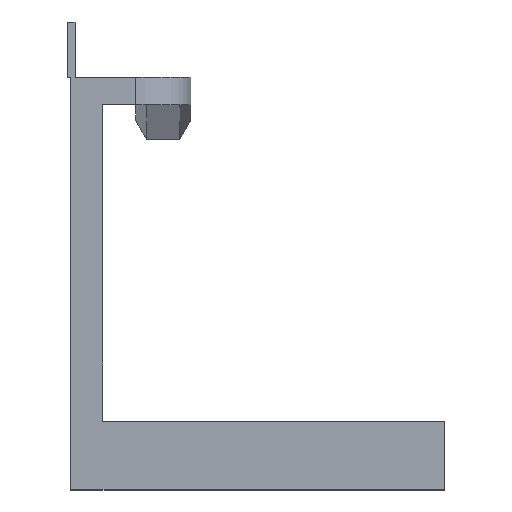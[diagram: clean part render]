
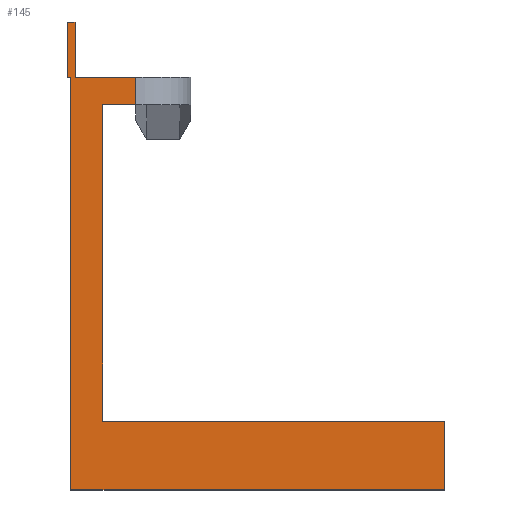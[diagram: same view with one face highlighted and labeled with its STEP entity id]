
A CAD part, top view. The second image highlights one B-rep face of the part: STEP entity #145.
In plain terms, the highlighted planar face has unit normal (0, 0, 1).
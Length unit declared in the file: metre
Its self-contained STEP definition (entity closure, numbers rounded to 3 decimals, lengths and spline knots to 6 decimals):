
#145 = ADVANCED_FACE( '', ( #299 ), #300, .T. );
#299 = FACE_OUTER_BOUND( '', #462, .T. );
#300 = PLANE( '', #463 );
#462 = EDGE_LOOP( '', ( #1025, #1026, #1027, #1028, #1029, #1030, #1031, #1032, #1033, #1034, #1035, #1036 ) );
#463 = AXIS2_PLACEMENT_3D( '', #1037, #1038, #1039 );
#1025 = ORIENTED_EDGE( '', *, *, #1231, .F. );
#1026 = ORIENTED_EDGE( '', *, *, #1281, .F. );
#1027 = ORIENTED_EDGE( '', *, *, #1240, .T. );
#1028 = ORIENTED_EDGE( '', *, *, #1292, .F. );
#1029 = ORIENTED_EDGE( '', *, *, #1153, .F. );
#1030 = ORIENTED_EDGE( '', *, *, #1293, .T. );
#1031 = ORIENTED_EDGE( '', *, *, #1245, .T. );
#1032 = ORIENTED_EDGE( '', *, *, #1294, .F. );
#1033 = ORIENTED_EDGE( '', *, *, #1251, .T. );
#1034 = ORIENTED_EDGE( '', *, *, #1223, .T. );
#1035 = ORIENTED_EDGE( '', *, *, #1295, .T. );
#1036 = ORIENTED_EDGE( '', *, *, #1296, .T. );
#1037 = CARTESIAN_POINT( '', ( 0.061455, 0.15, -0.027494 ) );
#1038 = DIRECTION( '', ( 0., 0., 1. ) );
#1039 = DIRECTION( '', ( 0., 1., 0. ) );
#1153 = EDGE_CURVE( '', #1339, #1341, #1342, .T. );
#1223 = EDGE_CURVE( '', #1447, #1444, #1448, .T. );
#1231 = EDGE_CURVE( '', #1458, #1459, #1460, .T. );
#1240 = EDGE_CURVE( '', #1474, #1471, #1475, .T. );
#1245 = EDGE_CURVE( '', #1482, #1480, #1483, .T. );
#1251 = EDGE_CURVE( '', #1490, #1447, #1491, .T. );
#1281 = EDGE_CURVE( '', #1474, #1458, #1524, .T. );
#1292 = EDGE_CURVE( '', #1341, #1471, #1537, .T. );
#1293 = EDGE_CURVE( '', #1339, #1482, #1538, .T. );
#1294 = EDGE_CURVE( '', #1490, #1480, #1539, .T. );
#1295 = EDGE_CURVE( '', #1444, #1540, #1541, .T. );
#1296 = EDGE_CURVE( '', #1540, #1459, #1542, .T. );
#1339 = VERTEX_POINT( '', #1629 );
#1341 = VERTEX_POINT( '', #1631 );
#1342 = LINE( '', #1632, #1633 );
#1444 = VERTEX_POINT( '', #1917 );
#1447 = VERTEX_POINT( '', #1921 );
#1448 = LINE( '', #1922, #1923 );
#1458 = VERTEX_POINT( '', #1937 );
#1459 = VERTEX_POINT( '', #1938 );
#1460 = LINE( '', #1939, #1940 );
#1471 = VERTEX_POINT( '', #1956 );
#1474 = VERTEX_POINT( '', #1960 );
#1475 = LINE( '', #1961, #1962 );
#1480 = VERTEX_POINT( '', #1969 );
#1482 = VERTEX_POINT( '', #1972 );
#1483 = LINE( '', #1973, #1974 );
#1490 = VERTEX_POINT( '', #1983 );
#1491 = LINE( '', #1984, #1985 );
#1524 = LINE( '', #2097, #2098 );
#1537 = LINE( '', #2208, #2209 );
#1538 = LINE( '', #2210, #2211 );
#1539 = LINE( '', #2212, #2213 );
#1540 = VERTEX_POINT( '', #2214 );
#1541 = LINE( '', #2215, #2216 );
#1542 = LINE( '', #2217, #2218 );
#1629 = CARTESIAN_POINT( '', ( 0.078455, 0.14, -0.027494 ) );
#1631 = CARTESIAN_POINT( '', ( 0.066455, 0.14, -0.027494 ) );
#1632 = CARTESIAN_POINT( '', ( 0.072455, 0.14, -0.027494 ) );
#1633 = VECTOR( '', #2252, 1. );
#1917 = CARTESIAN_POINT( '', ( 0.053655, 0.149999, -0.027494 ) );
#1921 = CARTESIAN_POINT( '', ( 0.053655, 0.17, -0.027494 ) );
#1922 = CARTESIAN_POINT( '', ( 0.053655, 0.15, -0.027494 ) );
#1923 = VECTOR( '', #2313, 1. );
#1937 = CARTESIAN_POINT( '', ( 0.190729, 0., -0.027494 ) );
#1938 = CARTESIAN_POINT( '', ( 0.054955, 0., -0.027494 ) );
#1939 = CARTESIAN_POINT( '', ( 0.061455, 0., -0.027494 ) );
#1940 = VECTOR( '', #2320, 1. );
#1956 = CARTESIAN_POINT( '', ( 0.066455, 0.025, -0.027494 ) );
#1960 = CARTESIAN_POINT( '', ( 0.190729, 0.025, -0.027494 ) );
#1961 = CARTESIAN_POINT( '', ( 0.190729, 0.025, -0.027494 ) );
#1962 = VECTOR( '', #2327, 1. );
#1969 = CARTESIAN_POINT( '', ( 0.056455, 0.15, -0.027494 ) );
#1972 = CARTESIAN_POINT( '', ( 0.078455, 0.15, -0.027494 ) );
#1973 = CARTESIAN_POINT( '', ( 0.061455, 0.15, -0.027494 ) );
#1974 = VECTOR( '', #2331, 1. );
#1983 = CARTESIAN_POINT( '', ( 0.056455, 0.17, -0.027494 ) );
#1984 = CARTESIAN_POINT( '', ( 0.061455, 0.17, -0.027494 ) );
#1985 = VECTOR( '', #2337, 1. );
#2097 = CARTESIAN_POINT( '', ( 0.190729, 0.15, -0.027494 ) );
#2098 = VECTOR( '', #2356, 1. );
#2208 = CARTESIAN_POINT( '', ( 0.066455, 0.15, -0.027494 ) );
#2209 = VECTOR( '', #2360, 1. );
#2210 = CARTESIAN_POINT( '', ( 0.078455, 0.14, -0.027494 ) );
#2211 = VECTOR( '', #2361, 1. );
#2212 = CARTESIAN_POINT( '', ( 0.056455, 0.155, -0.027494 ) );
#2213 = VECTOR( '', #2362, 1. );
#2214 = CARTESIAN_POINT( '', ( 0.054955, 0.149999, -0.027494 ) );
#2215 = CARTESIAN_POINT( '', ( 0.053655, 0.149999, -0.027494 ) );
#2216 = VECTOR( '', #2363, 1. );
#2217 = CARTESIAN_POINT( '', ( 0.054955, 0.15, -0.027494 ) );
#2218 = VECTOR( '', #2364, 1. );
#2252 = DIRECTION( '', ( -1., 0., 0. ) );
#2313 = DIRECTION( '', ( 0., -1., 0. ) );
#2320 = DIRECTION( '', ( -1., 0., 0. ) );
#2327 = DIRECTION( '', ( -1., 0., 0. ) );
#2331 = DIRECTION( '', ( -1., 0., 0. ) );
#2337 = DIRECTION( '', ( -1., 0., 0. ) );
#2356 = DIRECTION( '', ( 0., -1., 0. ) );
#2360 = DIRECTION( '', ( 0., -1., 0. ) );
#2361 = DIRECTION( '', ( 0., 1., 0. ) );
#2362 = DIRECTION( '', ( 0., -1., 0. ) );
#2363 = DIRECTION( '', ( 1., 0., 0. ) );
#2364 = DIRECTION( '', ( 0., -1., 0. ) );
